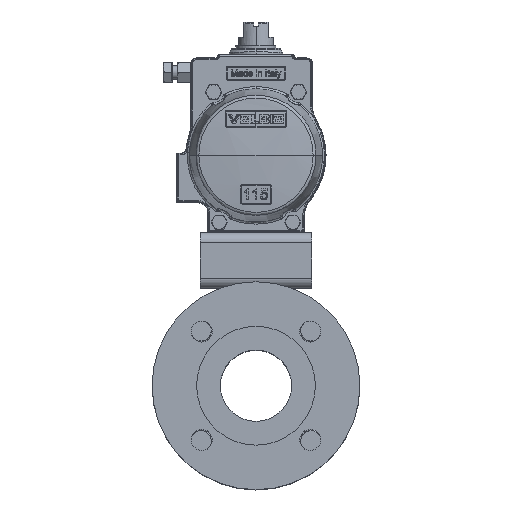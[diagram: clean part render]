
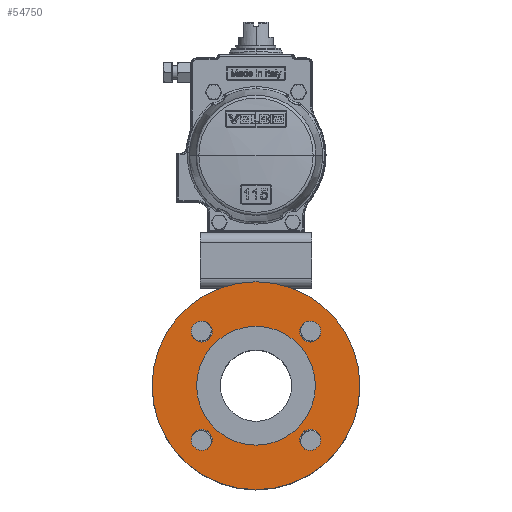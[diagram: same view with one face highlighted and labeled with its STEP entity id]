
A CAD part, top view. The second image highlights one B-rep face of the part: STEP entity #54750.
In plain terms, the highlighted planar face has unit normal (0, 0, 1).
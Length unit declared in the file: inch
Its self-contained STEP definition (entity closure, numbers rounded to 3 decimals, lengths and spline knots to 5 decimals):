
#279 = DIRECTION ( 'NONE',  ( 0., 0., 1. ) ) ;
#463 = VERTEX_POINT ( 'NONE', #17648 ) ;
#1388 = AXIS2_PLACEMENT_3D ( 'NONE', #63704, #30270, #69345 ) ;
#1761 = DIRECTION ( 'NONE',  ( 1., 0., 0. ) ) ;
#2540 = CARTESIAN_POINT ( 'NONE',  ( -1.569, -1.9475, 4.011 ) ) ;
#3557 = ORIENTED_EDGE ( 'NONE', *, *, #7866, .F. ) ;
#4220 = CARTESIAN_POINT ( 'NONE',  ( -1.569, 1.9475, 4.011 ) ) ;
#4890 = CARTESIAN_POINT ( 'NONE',  ( -2.134, 0., 4.011 ) ) ;
#5284 = VERTEX_POINT ( 'NONE', #60822 ) ;
#5368 = VERTEX_POINT ( 'NONE', #50800 ) ;
#5562 = ORIENTED_EDGE ( 'NONE', *, *, #57960, .F. ) ;
#6265 = EDGE_CURVE ( 'NONE', #14524, #17806, #9059, .T. ) ;
#7240 = CARTESIAN_POINT ( 'NONE',  ( 0., 0., 4.011 ) ) ;
#7289 = CARTESIAN_POINT ( 'NONE',  ( 0., 0., 4.011 ) ) ;
#7866 = EDGE_CURVE ( 'NONE', #18244, #57068, #35293, .T. ) ;
#8729 = ORIENTED_EDGE ( 'NONE', *, *, #20541, .F. ) ;
#9059 = CIRCLE ( 'NONE', #36950, 3.735 ) ;
#9338 = CARTESIAN_POINT ( 'NONE',  ( 0., 0., 4.011 ) ) ;
#9371 = DIRECTION ( 'NONE',  ( 0., 0., -1. ) ) ;
#10220 = AXIS2_PLACEMENT_3D ( 'NONE', #7289, #46508, #12909 ) ;
#10644 = FACE_BOUND ( 'NONE', #41141, .T. ) ;
#10675 = EDGE_CURVE ( 'NONE', #24215, #463, #67428, .T. ) ;
#11371 = CIRCLE ( 'NONE', #69921, 3.735 ) ;
#11391 = ORIENTED_EDGE ( 'NONE', *, *, #6265, .F. ) ;
#11425 = ORIENTED_EDGE ( 'NONE', *, *, #67122, .F. ) ;
#11439 = EDGE_CURVE ( 'NONE', #463, #24215, #55967, .T. ) ;
#12865 = DIRECTION ( 'NONE',  ( -1., 0., 0. ) ) ;
#12909 = DIRECTION ( 'NONE',  ( -1., 0., 0. ) ) ;
#14524 = VERTEX_POINT ( 'NONE', #26591 ) ;
#14543 = CARTESIAN_POINT ( 'NONE',  ( -2.326, -1.9475, 4.011 ) ) ;
#14988 = DIRECTION ( 'NONE',  ( -1., 0., 0. ) ) ;
#15342 = CARTESIAN_POINT ( 'NONE',  ( -1.9475, 1.9475, 4.011 ) ) ;
#15580 = VERTEX_POINT ( 'NONE', #37630 ) ;
#16740 = ORIENTED_EDGE ( 'NONE', *, *, #10675, .F. ) ;
#17648 = CARTESIAN_POINT ( 'NONE',  ( 1.569, 1.9475, 4.011 ) ) ;
#17806 = VERTEX_POINT ( 'NONE', #38216 ) ;
#18244 = VERTEX_POINT ( 'NONE', #2540 ) ;
#18861 = CARTESIAN_POINT ( 'NONE',  ( 1.569, -1.9475, 4.011 ) ) ;
#19009 = VERTEX_POINT ( 'NONE', #4220 ) ;
#20541 = EDGE_CURVE ( 'NONE', #5368, #24653, #47330, .T. ) ;
#20953 = DIRECTION ( 'NONE',  ( 0., 1., 0. ) ) ;
#21294 = AXIS2_PLACEMENT_3D ( 'NONE', #28671, #67799, #34314 ) ;
#21776 = CARTESIAN_POINT ( 'NONE',  ( 0., 3.735, 4.011 ) ) ;
#23869 = EDGE_CURVE ( 'NONE', #19009, #5284, #37471, .T. ) ;
#24215 = VERTEX_POINT ( 'NONE', #64914 ) ;
#24653 = VERTEX_POINT ( 'NONE', #18861 ) ;
#25545 = FACE_BOUND ( 'NONE', #43795, .T. ) ;
#25838 = DIRECTION ( 'NONE',  ( 0., 0., 1. ) ) ;
#26591 = CARTESIAN_POINT ( 'NONE',  ( 3.735, 0., 4.011 ) ) ;
#26895 = ORIENTED_EDGE ( 'NONE', *, *, #11439, .F. ) ;
#27324 = FACE_BOUND ( 'NONE', #37451, .T. ) ;
#27452 = DIRECTION ( 'NONE',  ( 1., 0., 0. ) ) ;
#28671 = CARTESIAN_POINT ( 'NONE',  ( -1.9475, 1.9475, 4.011 ) ) ;
#29883 = EDGE_LOOP ( 'NONE', ( #8729, #40949 ) ) ;
#30270 = DIRECTION ( 'NONE',  ( 0., 0., 1. ) ) ;
#31867 = CARTESIAN_POINT ( 'NONE',  ( -1.9475, -1.9475, 4.011 ) ) ;
#32817 = CARTESIAN_POINT ( 'NONE',  ( 1.9475, 1.9475, 4.011 ) ) ;
#33916 = CARTESIAN_POINT ( 'NONE',  ( 1.9475, -1.9475, 4.011 ) ) ;
#34314 = DIRECTION ( 'NONE',  ( 0., 1., 0. ) ) ;
#34713 = CIRCLE ( 'NONE', #47746, 0.3785 ) ;
#35293 = CIRCLE ( 'NONE', #42629, 0.3785 ) ;
#35420 = DIRECTION ( 'NONE',  ( 0., 0., 1. ) ) ;
#36320 = AXIS2_PLACEMENT_3D ( 'NONE', #15342, #54518, #20953 ) ;
#36950 = AXIS2_PLACEMENT_3D ( 'NONE', #7240, #46466, #12865 ) ;
#37110 = AXIS2_PLACEMENT_3D ( 'NONE', #31867, #70945, #37497 ) ;
#37451 = EDGE_LOOP ( 'NONE', ( #16740, #26895 ) ) ;
#37471 = CIRCLE ( 'NONE', #36320, 0.3785 ) ;
#37497 = DIRECTION ( 'NONE',  ( -1., 0., 0. ) ) ;
#37630 = CARTESIAN_POINT ( 'NONE',  ( 2.134, 0., 4.011 ) ) ;
#37826 = VERTEX_POINT ( 'NONE', #4890 ) ;
#38216 = CARTESIAN_POINT ( 'NONE',  ( -3.735, 0., 4.011 ) ) ;
#38462 = DIRECTION ( 'NONE',  ( 1., 0., 0. ) ) ;
#38514 = EDGE_CURVE ( 'NONE', #37826, #15580, #43587, .T. ) ;
#39544 = DIRECTION ( 'NONE',  ( 0., -1., 0. ) ) ;
#39786 = AXIS2_PLACEMENT_3D ( 'NONE', #42977, #9371, #48591 ) ;
#40165 = EDGE_CURVE ( 'NONE', #24653, #5368, #34713, .T. ) ;
#40225 = ORIENTED_EDGE ( 'NONE', *, *, #53915, .T. ) ;
#40528 = FACE_BOUND ( 'NONE', #29883, .T. ) ;
#40949 = ORIENTED_EDGE ( 'NONE', *, *, #40165, .F. ) ;
#41141 = EDGE_LOOP ( 'NONE', ( #59251, #50718 ) ) ;
#42162 = ORIENTED_EDGE ( 'NONE', *, *, #38514, .T. ) ;
#42260 = EDGE_LOOP ( 'NONE', ( #5562, #11391 ) ) ;
#42629 = AXIS2_PLACEMENT_3D ( 'NONE', #59360, #25838, #64967 ) ;
#42977 = CARTESIAN_POINT ( 'NONE',  ( 0., 0., 4.011 ) ) ;
#43587 = CIRCLE ( 'NONE', #39786, 2.134 ) ;
#43632 = PLANE ( 'NONE',  #63705 ) ;
#43795 = EDGE_LOOP ( 'NONE', ( #3557, #11425 ) ) ;
#46466 = DIRECTION ( 'NONE',  ( 0., 0., -1. ) ) ;
#46508 = DIRECTION ( 'NONE',  ( 0., 0., -1. ) ) ;
#47330 = CIRCLE ( 'NONE', #1388, 0.3785 ) ;
#47746 = AXIS2_PLACEMENT_3D ( 'NONE', #33916, #279, #39544 ) ;
#48562 = DIRECTION ( 'NONE',  ( 0., 0., -1. ) ) ;
#48591 = DIRECTION ( 'NONE',  ( -1., 0., 0. ) ) ;
#50718 = ORIENTED_EDGE ( 'NONE', *, *, #59539, .F. ) ;
#50800 = CARTESIAN_POINT ( 'NONE',  ( 2.326, -1.9475, 4.011 ) ) ;
#51203 = AXIS2_PLACEMENT_3D ( 'NONE', #32817, #71893, #38462 ) ;
#51823 = EDGE_LOOP ( 'NONE', ( #42162, #40225 ) ) ;
#53594 = FACE_OUTER_BOUND ( 'NONE', #42260, .T. ) ;
#53915 = EDGE_CURVE ( 'NONE', #15580, #37826, #55422, .T. ) ;
#54518 = DIRECTION ( 'NONE',  ( 0., 0., 1. ) ) ;
#54750 = ADVANCED_FACE ( 'NONE', ( #10644, #25545, #40528, #27324, #68480, #53594 ), #43632, .T. ) ;
#55422 = CIRCLE ( 'NONE', #10220, 2.134 ) ;
#55967 = CIRCLE ( 'NONE', #51203, 0.3785 ) ;
#57068 = VERTEX_POINT ( 'NONE', #14543 ) ;
#57960 = EDGE_CURVE ( 'NONE', #17806, #14524, #11371, .T. ) ;
#59251 = ORIENTED_EDGE ( 'NONE', *, *, #23869, .F. ) ;
#59360 = CARTESIAN_POINT ( 'NONE',  ( -1.9475, -1.9475, 4.011 ) ) ;
#59539 = EDGE_CURVE ( 'NONE', #5284, #19009, #69174, .T. ) ;
#59772 = CIRCLE ( 'NONE', #37110, 0.3785 ) ;
#60822 = CARTESIAN_POINT ( 'NONE',  ( -2.326, 1.9475, 4.011 ) ) ;
#60954 = DIRECTION ( 'NONE',  ( 0., 0., 1. ) ) ;
#63704 = CARTESIAN_POINT ( 'NONE',  ( 1.9475, -1.9475, 4.011 ) ) ;
#63705 = AXIS2_PLACEMENT_3D ( 'NONE', #21776, #60954, #27452 ) ;
#64914 = CARTESIAN_POINT ( 'NONE',  ( 2.326, 1.9475, 4.011 ) ) ;
#64967 = DIRECTION ( 'NONE',  ( -1., 0., 0. ) ) ;
#67122 = EDGE_CURVE ( 'NONE', #57068, #18244, #59772, .T. ) ;
#67428 = CIRCLE ( 'NONE', #70329, 0.3785 ) ;
#67799 = DIRECTION ( 'NONE',  ( 0., 0., 1. ) ) ;
#68480 = FACE_BOUND ( 'NONE', #51823, .T. ) ;
#68869 = CARTESIAN_POINT ( 'NONE',  ( 1.9475, 1.9475, 4.011 ) ) ;
#69174 = CIRCLE ( 'NONE', #21294, 0.3785 ) ;
#69345 = DIRECTION ( 'NONE',  ( 0., -1., 0. ) ) ;
#69921 = AXIS2_PLACEMENT_3D ( 'NONE', #9338, #48562, #14988 ) ;
#70329 = AXIS2_PLACEMENT_3D ( 'NONE', #68869, #35420, #1761 ) ;
#70945 = DIRECTION ( 'NONE',  ( 0., 0., 1. ) ) ;
#71893 = DIRECTION ( 'NONE',  ( 0., 0., 1. ) ) ;
